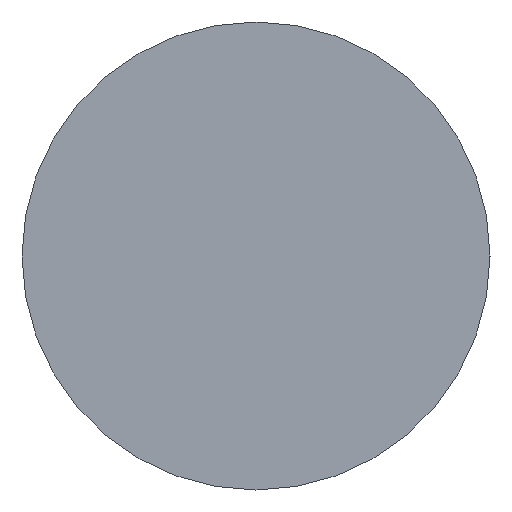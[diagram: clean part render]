
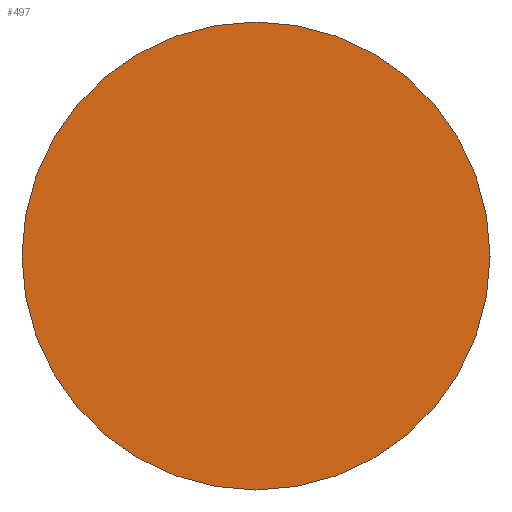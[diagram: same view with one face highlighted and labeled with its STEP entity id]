
A CAD part, left-side view. The second image highlights one B-rep face of the part: STEP entity #497.
In plain terms, the highlighted planar face has unit normal (-1, 0, 0).
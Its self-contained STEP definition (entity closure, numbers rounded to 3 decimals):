
#230 = CIRCLE ( 'NONE', #2577, 3.5 ) ;
#234 = EDGE_CURVE ( 'NONE', #2957, #2927, #230, .T. ) ;
#303 = CIRCLE ( 'NONE', #1977, 3.5 ) ;
#497 = ADVANCED_FACE ( 'NONE', ( #3336 ), #4234, .F. ) ;
#523 = EDGE_CURVE ( 'NONE', #2927, #2957, #303, .T. ) ;
#762 = CARTESIAN_POINT ( 'NONE',  ( 0., 0., 0. ) ) ;
#764 = DIRECTION ( 'NONE',  ( 0., 0., 1. ) ) ;
#766 = DIRECTION ( 'NONE',  ( -1., 0., 0. ) ) ;
#1329 = CARTESIAN_POINT ( 'NONE',  ( 0., 0., 3.5 ) ) ;
#1387 = CARTESIAN_POINT ( 'NONE',  ( 0., 0., -3.5 ) ) ;
#1714 = CARTESIAN_POINT ( 'NONE',  ( 0., 0., 0. ) ) ;
#1716 = DIRECTION ( 'NONE',  ( -1., 0., 0. ) ) ;
#1717 = DIRECTION ( 'NONE',  ( 0., 0., 1. ) ) ;
#1958 = AXIS2_PLACEMENT_3D ( 'NONE', #4244, #4245, #4246 ) ;
#1977 = AXIS2_PLACEMENT_3D ( 'NONE', #1714, #1716, #1717 ) ;
#2315 = EDGE_LOOP ( 'NONE', ( #4459, #2383 ) ) ;
#2383 = ORIENTED_EDGE ( 'NONE', *, *, #234, .T. ) ;
#2577 = AXIS2_PLACEMENT_3D ( 'NONE', #762, #766, #764 ) ;
#2927 = VERTEX_POINT ( 'NONE', #1329 ) ;
#2957 = VERTEX_POINT ( 'NONE', #1387 ) ;
#3336 = FACE_OUTER_BOUND ( 'NONE', #2315, .T. ) ;
#4234 = PLANE ( 'NONE',  #1958 ) ;
#4244 = CARTESIAN_POINT ( 'NONE',  ( 0., 0., 0. ) ) ;
#4245 = DIRECTION ( 'NONE',  ( 1., 0., 0. ) ) ;
#4246 = DIRECTION ( 'NONE',  ( 0., 0., -1. ) ) ;
#4459 = ORIENTED_EDGE ( 'NONE', *, *, #523, .T. ) ;
